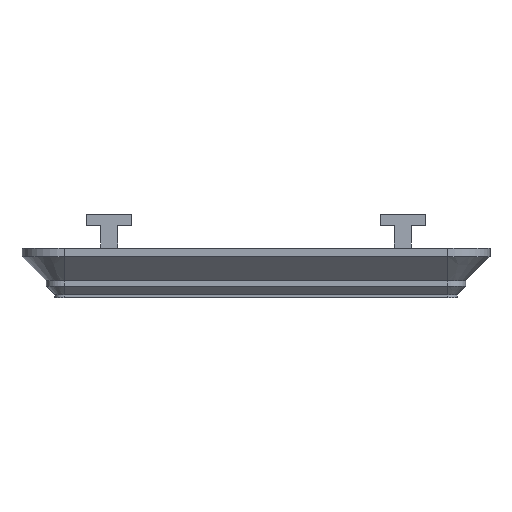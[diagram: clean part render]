
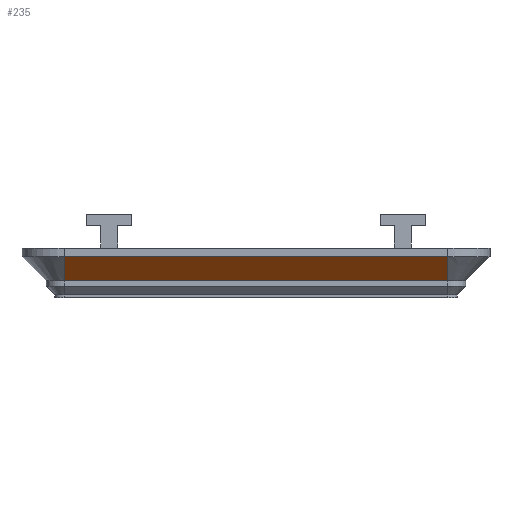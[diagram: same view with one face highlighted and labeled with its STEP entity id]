
A CAD part, left-side view. The second image highlights one B-rep face of the part: STEP entity #235.
In plain terms, the highlighted planar face has unit normal (-0.707, 0, -0.707).
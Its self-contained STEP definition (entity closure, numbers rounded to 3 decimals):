
#37 = VERTEX_POINT('',#38);
#38 = CARTESIAN_POINT('',(-20.75,-17.,2.15));
#47 = PLANE('',#48);
#48 = AXIS2_PLACEMENT_3D('',#49,#50,#51);
#49 = CARTESIAN_POINT('',(-20.75,-17.,0.));
#50 = DIRECTION('',(-1.,0.,0.));
#51 = DIRECTION('',(0.,1.,0.));
#100 = VERTEX_POINT('',#101);
#101 = CARTESIAN_POINT('',(-20.75,17.,2.15));
#127 = EDGE_CURVE('',#37,#100,#128,.T.);
#128 = SURFACE_CURVE('',#129,(#133,#140),.PCURVE_S1.);
#129 = LINE('',#130,#131);
#130 = CARTESIAN_POINT('',(-20.75,-17.,2.15));
#131 = VECTOR('',#132,1.);
#132 = DIRECTION('',(0.,1.,0.));
#133 = PCURVE('',#47,#134);
#134 = DEFINITIONAL_REPRESENTATION('',(#135),#139);
#135 = LINE('',#136,#137);
#136 = CARTESIAN_POINT('',(0.,-2.15));
#137 = VECTOR('',#138,1.);
#138 = DIRECTION('',(1.,0.));
#139 = ( GEOMETRIC_REPRESENTATION_CONTEXT(2) 
PARAMETRIC_REPRESENTATION_CONTEXT() REPRESENTATION_CONTEXT('2D SPACE',''
  ) );
#140 = PCURVE('',#141,#146);
#141 = PLANE('',#142);
#142 = AXIS2_PLACEMENT_3D('',#143,#144,#145);
#143 = CARTESIAN_POINT('',(-19.675,-17.,1.075));
#144 = DIRECTION('',(0.707,0.,0.707)
  );
#145 = DIRECTION('',(0.,-1.,0.));
#146 = DEFINITIONAL_REPRESENTATION('',(#147),#151);
#147 = LINE('',#148,#149);
#148 = CARTESIAN_POINT('',(-0.,-1.52));
#149 = VECTOR('',#150,1.);
#150 = DIRECTION('',(-1.,0.));
#151 = ( GEOMETRIC_REPRESENTATION_CONTEXT(2) 
PARAMETRIC_REPRESENTATION_CONTEXT() REPRESENTATION_CONTEXT('2D SPACE',''
  ) );
#224 = CONICAL_SURFACE('',#225,3.75,0.785);
#225 = AXIS2_PLACEMENT_3D('',#226,#227,#228);
#226 = CARTESIAN_POINT('',(-17.,-17.,2.15));
#227 = DIRECTION('',(0.,0.,1.));
#228 = DIRECTION('',(0.,-1.,0.));
#235 = ADVANCED_FACE('',(#236),#141,.F.);
#236 = FACE_BOUND('',#237,.T.);
#237 = EDGE_LOOP('',(#238,#259,#260,#286));
#238 = ORIENTED_EDGE('',*,*,#239,.F.);
#239 = EDGE_CURVE('',#37,#240,#242,.T.);
#240 = VERTEX_POINT('',#241);
#241 = CARTESIAN_POINT('',(-18.6,-17.,0.));
#242 = SURFACE_CURVE('',#243,(#247,#253),.PCURVE_S1.);
#243 = LINE('',#244,#245);
#244 = CARTESIAN_POINT('',(-19.675,-17.,1.075));
#245 = VECTOR('',#246,1.);
#246 = DIRECTION('',(0.707,-0.,-0.707));
#247 = PCURVE('',#141,#248);
#248 = DEFINITIONAL_REPRESENTATION('',(#249),#252);
#249 = B_SPLINE_CURVE_WITH_KNOTS('',1,(#250,#251),.UNSPECIFIED.,.F.,.F.,
  (2,2),(-1.52,1.52),.PIECEWISE_BEZIER_KNOTS.);
#250 = CARTESIAN_POINT('',(0.,-1.52));
#251 = CARTESIAN_POINT('',(0.,1.52));
#252 = ( GEOMETRIC_REPRESENTATION_CONTEXT(2) 
PARAMETRIC_REPRESENTATION_CONTEXT() REPRESENTATION_CONTEXT('2D SPACE',''
  ) );
#253 = PCURVE('',#224,#254);
#254 = DEFINITIONAL_REPRESENTATION('',(#255),#258);
#255 = B_SPLINE_CURVE_WITH_KNOTS('',1,(#256,#257),.UNSPECIFIED.,.F.,.F.,
  (2,2),(-1.52,1.52),.PIECEWISE_BEZIER_KNOTS.);
#256 = CARTESIAN_POINT('',(-1.571,0.));
#257 = CARTESIAN_POINT('',(-1.571,-2.15));
#258 = ( GEOMETRIC_REPRESENTATION_CONTEXT(2) 
PARAMETRIC_REPRESENTATION_CONTEXT() REPRESENTATION_CONTEXT('2D SPACE',''
  ) );
#259 = ORIENTED_EDGE('',*,*,#127,.T.);
#260 = ORIENTED_EDGE('',*,*,#261,.T.);
#261 = EDGE_CURVE('',#100,#262,#264,.T.);
#262 = VERTEX_POINT('',#263);
#263 = CARTESIAN_POINT('',(-18.6,17.,0.));
#264 = SURFACE_CURVE('',#265,(#269,#275),.PCURVE_S1.);
#265 = LINE('',#266,#267);
#266 = CARTESIAN_POINT('',(-19.675,17.,1.075));
#267 = VECTOR('',#268,1.);
#268 = DIRECTION('',(0.707,-0.,-0.707));
#269 = PCURVE('',#141,#270);
#270 = DEFINITIONAL_REPRESENTATION('',(#271),#274);
#271 = B_SPLINE_CURVE_WITH_KNOTS('',1,(#272,#273),.UNSPECIFIED.,.F.,.F.,
  (2,2),(-1.52,1.52),.PIECEWISE_BEZIER_KNOTS.);
#272 = CARTESIAN_POINT('',(-34.,-1.52));
#273 = CARTESIAN_POINT('',(-34.,1.52));
#274 = ( GEOMETRIC_REPRESENTATION_CONTEXT(2) 
PARAMETRIC_REPRESENTATION_CONTEXT() REPRESENTATION_CONTEXT('2D SPACE',''
  ) );
#275 = PCURVE('',#276,#281);
#276 = CONICAL_SURFACE('',#277,3.75,0.785);
#277 = AXIS2_PLACEMENT_3D('',#278,#279,#280);
#278 = CARTESIAN_POINT('',(-17.,17.,2.15));
#279 = DIRECTION('',(0.,0.,1.));
#280 = DIRECTION('',(-1.,0.,0.));
#281 = DEFINITIONAL_REPRESENTATION('',(#282),#285);
#282 = B_SPLINE_CURVE_WITH_KNOTS('',1,(#283,#284),.UNSPECIFIED.,.F.,.F.,
  (2,2),(-1.52,1.52),.PIECEWISE_BEZIER_KNOTS.);
#283 = CARTESIAN_POINT('',(0.,0.));
#284 = CARTESIAN_POINT('',(0.,-2.15));
#285 = ( GEOMETRIC_REPRESENTATION_CONTEXT(2) 
PARAMETRIC_REPRESENTATION_CONTEXT() REPRESENTATION_CONTEXT('2D SPACE',''
  ) );
#286 = ORIENTED_EDGE('',*,*,#287,.F.);
#287 = EDGE_CURVE('',#240,#262,#288,.T.);
#288 = SURFACE_CURVE('',#289,(#293,#300),.PCURVE_S1.);
#289 = LINE('',#290,#291);
#290 = CARTESIAN_POINT('',(-18.6,-17.,0.));
#291 = VECTOR('',#292,1.);
#292 = DIRECTION('',(0.,1.,0.));
#293 = PCURVE('',#141,#294);
#294 = DEFINITIONAL_REPRESENTATION('',(#295),#299);
#295 = LINE('',#296,#297);
#296 = CARTESIAN_POINT('',(-0.,1.52));
#297 = VECTOR('',#298,1.);
#298 = DIRECTION('',(-1.,0.));
#299 = ( GEOMETRIC_REPRESENTATION_CONTEXT(2) 
PARAMETRIC_REPRESENTATION_CONTEXT() REPRESENTATION_CONTEXT('2D SPACE',''
  ) );
#300 = PCURVE('',#301,#306);
#301 = PLANE('',#302);
#302 = AXIS2_PLACEMENT_3D('',#303,#304,#305);
#303 = CARTESIAN_POINT('',(0.,0.,0.));
#304 = DIRECTION('',(0.,0.,1.));
#305 = DIRECTION('',(1.,0.,0.));
#306 = DEFINITIONAL_REPRESENTATION('',(#307),#311);
#307 = LINE('',#308,#309);
#308 = CARTESIAN_POINT('',(-18.6,-17.));
#309 = VECTOR('',#310,1.);
#310 = DIRECTION('',(0.,1.));
#311 = ( GEOMETRIC_REPRESENTATION_CONTEXT(2) 
PARAMETRIC_REPRESENTATION_CONTEXT() REPRESENTATION_CONTEXT('2D SPACE',''
  ) );
